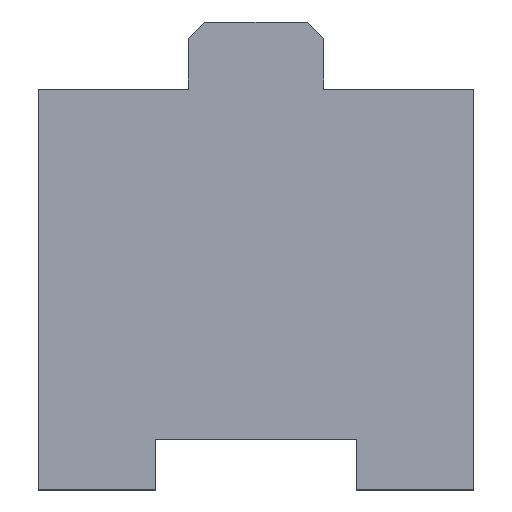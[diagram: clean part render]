
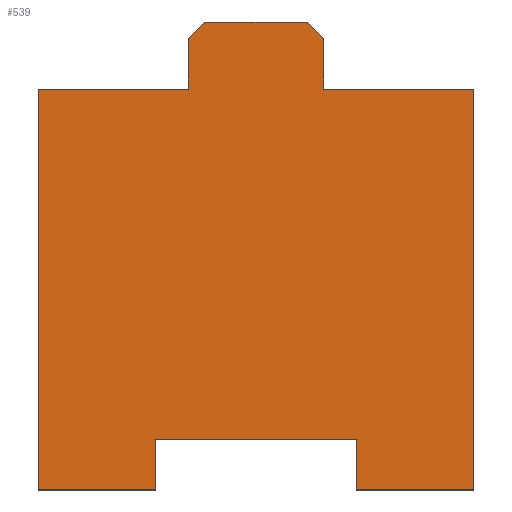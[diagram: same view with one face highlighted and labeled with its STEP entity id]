
A CAD part, top view. The second image highlights one B-rep face of the part: STEP entity #539.
In plain terms, the highlighted planar face has unit normal (0, 0, 1).
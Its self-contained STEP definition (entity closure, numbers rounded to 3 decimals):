
#41=PLANE('',#599);
#78=FACE_OUTER_BOUND('',#113,.T.);
#113=EDGE_LOOP('',(#482,#483,#484,#485,#486,#487,#488,#489,#490,#491,#492,
#493,#494,#495));
#120=LINE('',#771,#177);
#124=LINE('',#786,#181);
#130=LINE('',#799,#187);
#134=LINE('',#806,#191);
#140=LINE('',#818,#197);
#142=LINE('',#822,#199);
#143=LINE('',#825,#200);
#163=LINE('',#886,#220);
#164=LINE('',#889,#221);
#167=LINE('',#893,#224);
#168=LINE('',#896,#225);
#170=LINE('',#899,#227);
#171=LINE('',#901,#228);
#172=LINE('',#902,#229);
#177=VECTOR('',#620,10.);
#181=VECTOR('',#636,10.);
#187=VECTOR('',#644,10.);
#191=VECTOR('',#650,10.);
#197=VECTOR('',#660,10.);
#199=VECTOR('',#664,10.);
#200=VECTOR('',#667,10.);
#220=VECTOR('',#731,10.);
#221=VECTOR('',#734,10.);
#224=VECTOR('',#737,10.);
#225=VECTOR('',#740,10.);
#227=VECTOR('',#744,10.);
#228=VECTOR('',#747,10.);
#229=VECTOR('',#748,10.);
#248=VERTEX_POINT('',#768);
#249=VERTEX_POINT('',#770);
#253=VERTEX_POINT('',#784);
#254=VERTEX_POINT('',#785);
#259=VERTEX_POINT('',#796);
#260=VERTEX_POINT('',#798);
#262=VERTEX_POINT('',#804);
#266=VERTEX_POINT('',#816);
#267=VERTEX_POINT('',#820);
#268=VERTEX_POINT('',#824);
#287=VERTEX_POINT('',#884);
#288=VERTEX_POINT('',#888);
#289=VERTEX_POINT('',#891);
#290=VERTEX_POINT('',#895);
#298=EDGE_CURVE('',#248,#249,#120,.T.);
#305=EDGE_CURVE('',#253,#254,#124,.T.);
#311=EDGE_CURVE('',#259,#260,#130,.T.);
#315=EDGE_CURVE('',#262,#259,#134,.T.);
#321=EDGE_CURVE('',#266,#262,#140,.T.);
#323=EDGE_CURVE('',#267,#266,#142,.T.);
#324=EDGE_CURVE('',#260,#268,#143,.T.);
#354=EDGE_CURVE('',#287,#254,#163,.T.);
#355=EDGE_CURVE('',#268,#288,#164,.T.);
#358=EDGE_CURVE('',#289,#267,#167,.T.);
#359=EDGE_CURVE('',#287,#290,#168,.T.);
#361=EDGE_CURVE('',#290,#248,#170,.T.);
#362=EDGE_CURVE('',#289,#249,#171,.T.);
#363=EDGE_CURVE('',#288,#253,#172,.T.);
#482=ORIENTED_EDGE('',*,*,#311,.F.);
#483=ORIENTED_EDGE('',*,*,#315,.F.);
#484=ORIENTED_EDGE('',*,*,#321,.F.);
#485=ORIENTED_EDGE('',*,*,#323,.F.);
#486=ORIENTED_EDGE('',*,*,#358,.F.);
#487=ORIENTED_EDGE('',*,*,#362,.T.);
#488=ORIENTED_EDGE('',*,*,#298,.F.);
#489=ORIENTED_EDGE('',*,*,#361,.F.);
#490=ORIENTED_EDGE('',*,*,#359,.F.);
#491=ORIENTED_EDGE('',*,*,#354,.T.);
#492=ORIENTED_EDGE('',*,*,#305,.F.);
#493=ORIENTED_EDGE('',*,*,#363,.F.);
#494=ORIENTED_EDGE('',*,*,#355,.F.);
#495=ORIENTED_EDGE('',*,*,#324,.F.);
#539=ADVANCED_FACE('',(#78),#41,.T.);
#599=AXIS2_PLACEMENT_3D('',#900,#745,#746);
#620=DIRECTION('',(-1.,0.,0.));
#636=DIRECTION('',(-1.,0.,0.));
#644=DIRECTION('',(0.707,-0.707,0.));
#650=DIRECTION('',(1.,0.,0.));
#660=DIRECTION('',(0.707,0.707,0.));
#664=DIRECTION('',(0.,1.,0.));
#667=DIRECTION('',(0.,-1.,0.));
#731=DIRECTION('',(0.,-1.,0.));
#734=DIRECTION('',(1.,0.,0.));
#737=DIRECTION('',(1.,0.,0.));
#740=DIRECTION('',(-1.,0.,0.));
#744=DIRECTION('',(0.,-1.,0.));
#745=DIRECTION('center_axis',(0.,0.,1.));
#746=DIRECTION('ref_axis',(-1.,0.,0.));
#747=DIRECTION('',(0.,-1.,0.));
#748=DIRECTION('',(0.,-1.,0.));
#768=CARTESIAN_POINT('',(-6.,-23.9,5.));
#770=CARTESIAN_POINT('',(-13.,-23.9,5.));
#771=CARTESIAN_POINT('',(-13.,-23.9,5.));
#784=CARTESIAN_POINT('',(13.,-23.9,5.));
#785=CARTESIAN_POINT('',(6.,-23.9,5.));
#786=CARTESIAN_POINT('',(-13.,-23.9,5.));
#796=CARTESIAN_POINT('',(3.05,4.,5.));
#798=CARTESIAN_POINT('',(4.05,3.,5.));
#799=CARTESIAN_POINT('',(6.787,0.263,5.));
#804=CARTESIAN_POINT('',(-3.05,4.,5.));
#806=CARTESIAN_POINT('',(-4.05,4.,5.));
#816=CARTESIAN_POINT('',(-4.05,3.,5.));
#818=CARTESIAN_POINT('',(-0.287,6.763,5.));
#820=CARTESIAN_POINT('',(-4.05,0.,5.));
#822=CARTESIAN_POINT('',(-4.05,0.,5.));
#824=CARTESIAN_POINT('',(4.05,0.,5.));
#825=CARTESIAN_POINT('',(4.05,4.,5.));
#884=CARTESIAN_POINT('',(6.,-20.9,5.));
#886=CARTESIAN_POINT('',(6.,0.,5.));
#888=CARTESIAN_POINT('',(13.,0.,5.));
#889=CARTESIAN_POINT('',(-13.,0.,5.));
#891=CARTESIAN_POINT('',(-13.,0.,5.));
#893=CARTESIAN_POINT('',(-13.,0.,5.));
#895=CARTESIAN_POINT('',(-6.,-20.9,5.));
#896=CARTESIAN_POINT('',(-13.,-20.9,5.));
#899=CARTESIAN_POINT('',(-6.,0.,5.));
#900=CARTESIAN_POINT('Origin',(13.,0.,5.));
#901=CARTESIAN_POINT('',(-13.,0.,5.));
#902=CARTESIAN_POINT('',(13.,0.,5.));
